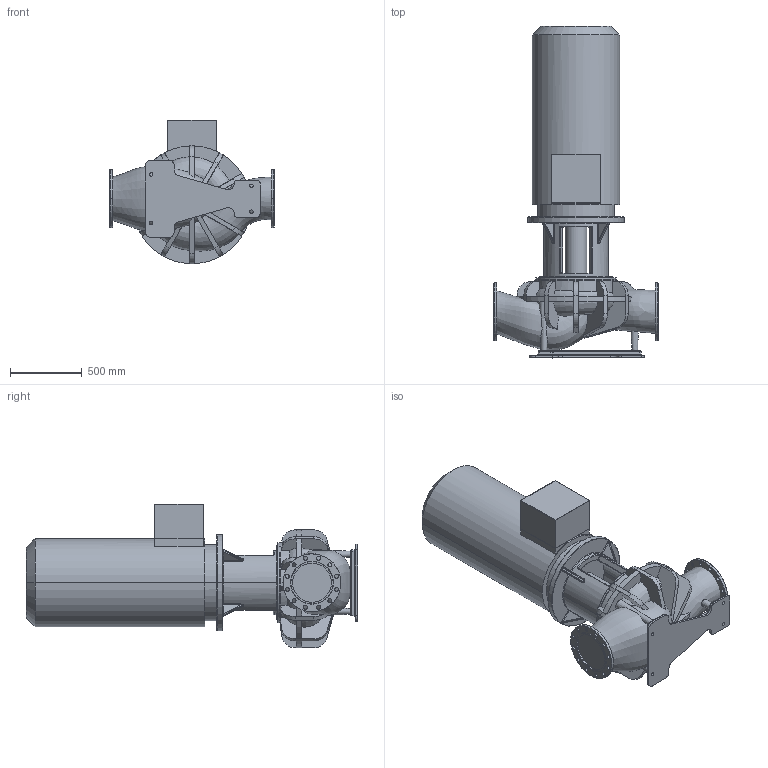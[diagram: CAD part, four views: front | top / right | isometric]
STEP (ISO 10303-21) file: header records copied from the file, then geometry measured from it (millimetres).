
FILE_DESCRIPTION((''),'2;1');
FILE_NAME('3d_IL250_425-110_4-2151785.stp','2016-05-24T12:13:29',(''),(''),'Mechanical Desktop 2009','Mechanical Desktop 2009',', , ');
FILE_SCHEMA(('CONFIG_CONTROL_DESIGN'));
Length unit declared in the file: millimetre
Products named in the file (1): Product
Bounding box: 1150 x 2317.75 x 1002 mm (x, y, z)
Volume: 646745817.6 mm3; surface area: 9752924.1 mm2
Topology: 9 solids, 9 shells, 761 faces, 1914 edges, 1196 vertices
Faces by surface type: plane 337, cylinder 220, bspline 157, torus 26, cone 13, sphere 8
Entity records: 39199 total; most frequent: CARTESIAN_POINT 21448, ORIENTED_EDGE 3782, DIRECTION 3462, EDGE_CURVE 1891, AXIS2_PLACEMENT_3D 1249, VERTEX_POINT 1193, VECTOR 964, LINE 964
